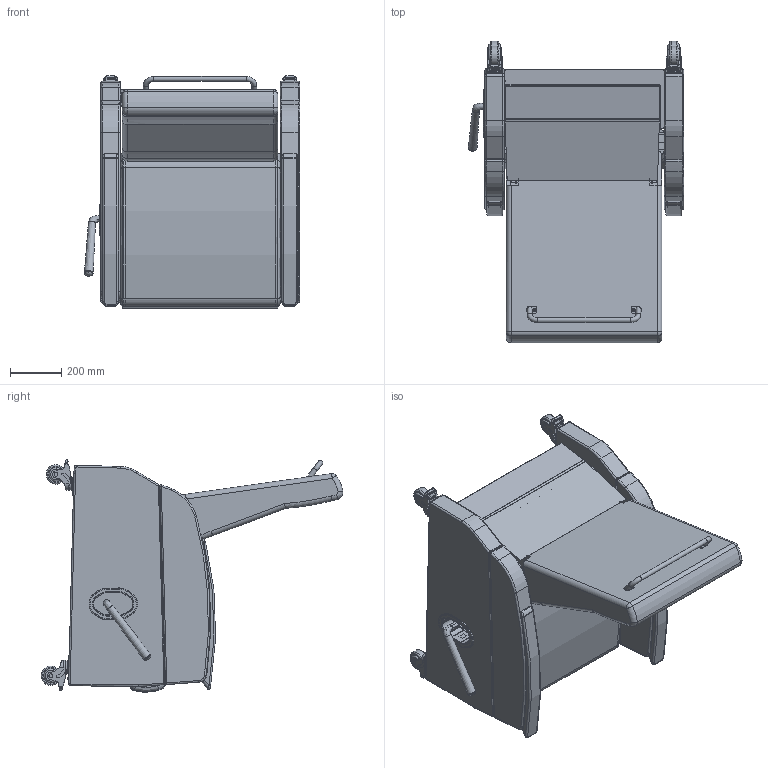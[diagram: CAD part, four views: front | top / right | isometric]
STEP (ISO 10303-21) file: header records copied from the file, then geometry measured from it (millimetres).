
FILE_DESCRIPTION(/* description */ (''),/* implementation_level */ '2;1');
FILE_NAME(/* name */ 'RC1042J.stp',/* time_stamp */ '2017-09-15T17:04:48-04:00',/* author */ ('emehringer'),/* organization */ (''),/* preprocessor_version */ 'ST-DEVELOPER v16.5',/* originating_system */ 'Autodesk Inventor 2017',/* authorisation */ '');
FILE_SCHEMA (('AUTOMOTIVE_DESIGN { 1 0 10303 214 3 1 1 }'));
Length unit declared in the file: inch
Products named in the file (38): RC1042U-W-J; H1010 UBACK; PB3; PUSH BAR 17.625; PUSH BAR 17.625_1; PUSH BAR 17.625 right side; 1420X1.5 PSHPB; H1010 UBACK_1; JC BOLT 60X17MM; 5/16X18 JAM NUT; 5/16" WASHER; 5/16X.18 LK NUT; 4000 UKP; ULSEAT 4000C; EV7070 UBACK FLAP; BEZEL-1; 4000 UKO; HDL 3000 BLK; HDL 3000 BLKPLASTIC; HDL 3000 BLK METAL; E1040 ACARM L; EV (REMOVABLE ARM LEFT)1; EV REMOVABLE LARM L UPHOLSTERED; E1040 ACARM  R; EV (REMOVABLE ARM RIGHT)1; EV REMOVABLE LARM R UPHOLSTERED; EV REMOVABLE UARM L UPHOLSTERED2; CAST COL 4inSLB; _NG-03AMP-125-TL-TP01_fork; _TP01_Next Generation Series_0; _NG-03QDP-125-SW-TP01_rivet; _NG-03AMP-125-TL-TP01_wheel_core; _NG-03AMP-125-TL-TP01_wheel_tread; _NG-03AMP-125-TL-TP01_wheel_guard; _NG-03AMP-125-TL-TP01_wheel_tguard; _NG-03AMP-125-TL-TP01_cap; MAC R1010; 7000-2 CON PLT
Assembly tree (56 placements, depth 5):
  RC1042U-W-J
    H1010 UBACK
      PB3
        PUSH BAR 17.625
          PUSH BAR 17.625_1
          PUSH BAR 17.625 right side
        1420X1.5 PSHPB  x2
      H1010 UBACK_1
      JC BOLT 60X17MM  x4
      5/16X18 JAM NUT  x4
      5/16" WASHER  x4
      5/16X.18 LK NUT  x4
    4000 UKP
    ULSEAT 4000C
    EV7070 UBACK FLAP
    BEZEL-1
    4000 UKO
    HDL 3000 BLK
      HDL 3000 BLKPLASTIC
      HDL 3000 BLK METAL
    E1040 ACARM L
      EV (REMOVABLE ARM LEFT)1
        EV REMOVABLE LARM L UPHOLSTERED
        EV REMOVABLE UARM L UPHOLSTERED2
      MAC R1010
    E1040 ACARM  R
      EV (REMOVABLE ARM RIGHT)1
        EV REMOVABLE LARM R UPHOLSTERED
        EV REMOVABLE UARM L UPHOLSTERED2
    CAST COL 4inSLB  x4
      _NG-03AMP-125-TL-TP01_fork
      _TP01_Next Generation Series_0
      _NG-03QDP-125-SW-TP01_rivet
      _NG-03AMP-125-TL-TP01_wheel_core
      _NG-03AMP-125-TL-TP01_wheel_tread
      _NG-03AMP-125-TL-TP01_wheel_guard
      _NG-03AMP-125-TL-TP01_wheel_tguard
      _NG-03AMP-125-TL-TP01_cap
    MAC R1010
    7000-2 CON PLT
Bounding box: 842.87 x 1181.21 x 908.64 mm (x, y, z)
Volume: 174856851.2 mm3; surface area: 6487646 mm2
Topology: 75 solids, 95 shells, 1778 faces, 4090 edges, 2563 vertices
Faces by surface type: plane 675, cylinder 669, torus 185, cone 160, bspline 70, sphere 19
Full cylindrical faces by diameter (mm): 5.953 x1, 6.35 x18, 6.401 x12, 7.302 x4, 7.938 x2, 8.89 x4, 9.398 x4, 11.112 x8, 11.989 x4, 12.497 x2, 12.7 x4, 14.877 x4, 15.062 x4, 15.24 x8, 16.891 x4, 19.05 x3, 19.075 x4, 22.987 x4, 25.4 x4, 31.75 x2, 38.049 x4, 44.298 x4, 52.273 x4, 55.372 x8, 57.15 x8, 76.2 x4
Entity records: 28853 total; most frequent: CARTESIAN_POINT 7583, DIRECTION 4544, ORIENTED_EDGE 3912, EDGE_CURVE 1956, AXIS2_PLACEMENT_3D 1851, VERTEX_POINT 1246, EDGE_LOOP 1026, FACE_OUTER_BOUND 891
